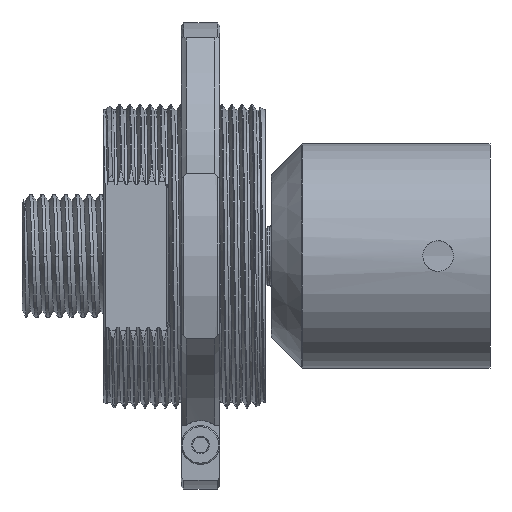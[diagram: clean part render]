
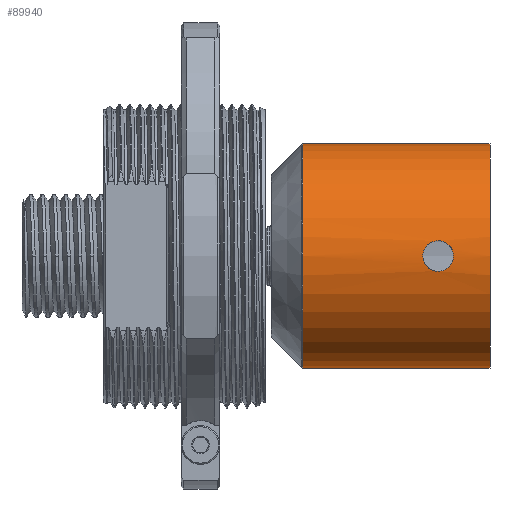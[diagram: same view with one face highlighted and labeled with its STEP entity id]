
A CAD part, left-side view. The second image highlights one B-rep face of the part: STEP entity #89940.
In plain terms, the highlighted cylindrical face has radius 10.986 mm (diameter 21.971 mm), a partial arc.
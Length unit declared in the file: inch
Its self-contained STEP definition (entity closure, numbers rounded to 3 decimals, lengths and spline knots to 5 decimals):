
#165 = CARTESIAN_POINT ( 'NONE',  ( 0., 0.72293, 0.4325 ) ) ;
#2997 = CARTESIAN_POINT ( 'NONE',  ( -0.43209, 0.14398, -0.01909 ) ) ;
#3390 = CARTESIAN_POINT ( 'NONE',  ( -0.43101, 0.1528, 0.03632 ) ) ;
#4760 = EDGE_CURVE ( 'NONE', #41406, #61025, #96579, .T. ) ;
#5484 = CARTESIAN_POINT ( 'NONE',  ( -0.43172, 0.25308, -0.02616 ) ) ;
#6261 = CARTESIAN_POINT ( 'NONE',  ( -0.43022, 0.23904, 0.04447 ) ) ;
#11072 = CARTESIAN_POINT ( 'NONE',  ( -0.4325, 0.14095, -0.00395 ) ) ;
#11639 = B_SPLINE_CURVE_WITH_KNOTS ( 'NONE', 3,
 ( #37699, #58695, #104575, #67173, #66373, #21121, #86071, #66777, #39296, #3390, #86471, #30019, #11861, #11072, #76832, #104983, #2997, #49014, #20338, #113442, #67967, #75627, #57878, #30790, #12686, #103791 ),
 .UNSPECIFIED., .F., .F.,
 ( 4, 2, 2, 2, 2, 2, 2, 2, 2, 2, 2, 2, 4 ),
 ( 0.00704, 0.00734, 0.00763, 0.00792, 0.00822, 0.0088, 0.00939, 0.00968, 0.00998, 0.01027, 0.01056, 0.01115, 0.01174 ),
 .UNSPECIFIED. ) ;
#11861 = CARTESIAN_POINT ( 'NONE',  ( -0.4325, 0.14094, 0.00777 ) ) ;
#12686 = CARTESIAN_POINT ( 'NONE',  ( -0.42845, 0.19229, -0.05906 ) ) ;
#12982 = DIRECTION ( 'NONE',  ( 0., 0., -1. ) ) ;
#14769 = CARTESIAN_POINT ( 'NONE',  ( -0.43101, 0.24721, 0.03631 ) ) ;
#14906 = CARTESIAN_POINT ( 'NONE',  ( 0., 0., 0. ) ) ;
#15565 = CARTESIAN_POINT ( 'NONE',  ( -0.42845, 0.20781, 0.05906 ) ) ;
#16342 = FACE_OUTER_BOUND ( 'NONE', #111447, .T. ) ;
#16347 = CARTESIAN_POINT ( 'NONE',  ( -0.43224, 0.25716, -0.01533 ) ) ;
#16484 = VERTEX_POINT ( 'NONE', #90327 ) ;
#16549 = CIRCLE ( 'NONE', #107323, 0.4325 ) ;
#19838 = CARTESIAN_POINT ( 'NONE',  ( 0., 0.875, 0.4325 ) ) ;
#20338 = CARTESIAN_POINT ( 'NONE',  ( -0.4315, 0.14877, -0.02963 ) ) ;
#21121 = CARTESIAN_POINT ( 'NONE',  ( -0.42923, 0.1738, 0.05307 ) ) ;
#21772 = EDGE_CURVE ( 'NONE', #41406, #84566, #16549, .T. ) ;
#22220 = CARTESIAN_POINT ( 'NONE',  ( 0., 0.72293, 0. ) ) ;
#22540 = DIRECTION ( 'NONE',  ( 0., 1., 0. ) ) ;
#24009 = CARTESIAN_POINT ( 'NONE',  ( -0.42871, 0.21535, -0.05716 ) ) ;
#24796 = CARTESIAN_POINT ( 'NONE',  ( -0.42845, 0.2, -0.05906 ) ) ;
#28369 = ORIENTED_EDGE ( 'NONE', *, *, #21772, .T. ) ;
#30019 = CARTESIAN_POINT ( 'NONE',  ( -0.43228, 0.14251, 0.01553 ) ) ;
#30790 = CARTESIAN_POINT ( 'NONE',  ( -0.42867, 0.18451, -0.0575 ) ) ;
#32407 = ORIENTED_EDGE ( 'NONE', *, *, #104462, .T. ) ;
#33032 = DIRECTION ( 'NONE',  ( 0., 0., 1. ) ) ;
#33271 = CARTESIAN_POINT ( 'NONE',  ( -0.43101, 0.24696, -0.03601 ) ) ;
#33688 = CARTESIAN_POINT ( 'NONE',  ( -0.42886, 0.21903, -0.05604 ) ) ;
#34872 = CARTESIAN_POINT ( 'NONE',  ( -0.42942, 0.22977, -0.05159 ) ) ;
#37699 = CARTESIAN_POINT ( 'NONE',  ( -0.42845, 0.2, 0.05906 ) ) ;
#38931 = VERTEX_POINT ( 'NONE', #50920 ) ;
#39296 = CARTESIAN_POINT ( 'NONE',  ( -0.43022, 0.16096, 0.04448 ) ) ;
#39986 = CARTESIAN_POINT ( 'NONE',  ( 0., 0.72293, -0.4325 ) ) ;
#41406 = VERTEX_POINT ( 'NONE', #165 ) ;
#41604 = DIRECTION ( 'NONE',  ( 0., -1., 0. ) ) ;
#43375 = CARTESIAN_POINT ( 'NONE',  ( -0.4285, 0.20777, -0.05867 ) ) ;
#49014 = CARTESIAN_POINT ( 'NONE',  ( -0.43172, 0.14695, -0.02624 ) ) ;
#50577 = VERTEX_POINT ( 'NONE', #73018 ) ;
#50920 = CARTESIAN_POINT ( 'NONE',  ( 0., 0., -0.4325 ) ) ;
#51886 = CARTESIAN_POINT ( 'NONE',  ( -0.42867, 0.21547, 0.05752 ) ) ;
#52299 = CARTESIAN_POINT ( 'NONE',  ( -0.4315, 0.25123, -0.02962 ) ) ;
#53749 = CIRCLE ( 'NONE', #105899, 0.4325 ) ;
#55996 = ORIENTED_EDGE ( 'NONE', *, *, #108871, .T. ) ;
#56876 = DIRECTION ( 'NONE',  ( 0., -1., 0. ) ) ;
#57878 = CARTESIAN_POINT ( 'NONE',  ( -0.42942, 0.1703, -0.05162 ) ) ;
#58695 = CARTESIAN_POINT ( 'NONE',  ( -0.42845, 0.1961, 0.05906 ) ) ;
#60773 = CARTESIAN_POINT ( 'NONE',  ( -0.43245, 0.25867, -0.00775 ) ) ;
#61025 = VERTEX_POINT ( 'NONE', #110933 ) ;
#61174 = CARTESIAN_POINT ( 'NONE',  ( -0.42946, 0.2296, 0.05125 ) ) ;
#61576 = CARTESIAN_POINT ( 'NONE',  ( -0.43154, 0.2516, 0.02973 ) ) ;
#66067 = AXIS2_PLACEMENT_3D ( 'NONE', #113800, #94483, #85618 ) ;
#66373 = CARTESIAN_POINT ( 'NONE',  ( -0.42886, 0.18095, 0.05603 ) ) ;
#66777 = CARTESIAN_POINT ( 'NONE',  ( -0.42995, 0.16399, 0.04697 ) ) ;
#67173 = CARTESIAN_POINT ( 'NONE',  ( -0.42871, 0.1847, 0.05717 ) ) ;
#67967 = CARTESIAN_POINT ( 'NONE',  ( -0.43074, 0.15555, -0.03907 ) ) ;
#70849 = CARTESIAN_POINT ( 'NONE',  ( -0.42924, 0.22621, 0.05306 ) ) ;
#71231 = CARTESIAN_POINT ( 'NONE',  ( -0.43228, 0.2575, 0.01551 ) ) ;
#72408 = ORIENTED_EDGE ( 'NONE', *, *, #89304, .T. ) ;
#73018 = CARTESIAN_POINT ( 'NONE',  ( -0.42845, 0.2, 0.05906 ) ) ;
#73540 = DIRECTION ( 'NONE',  ( 0., -1., 0. ) ) ;
#75183 = EDGE_CURVE ( 'NONE', #50577, #16484, #11639, .T. ) ;
#75627 = CARTESIAN_POINT ( 'NONE',  ( -0.42995, 0.16372, -0.04723 ) ) ;
#75677 = ORIENTED_EDGE ( 'NONE', *, *, #75183, .T. ) ;
#76832 = CARTESIAN_POINT ( 'NONE',  ( -0.43245, 0.14133, -0.00779 ) ) ;
#79329 = CARTESIAN_POINT ( 'NONE',  ( -0.42845, 0.2, 0.05906 ) ) ;
#82460 = EDGE_LOOP ( 'NONE', ( #72408, #75677 ) ) ;
#84266 = CARTESIAN_POINT ( 'NONE',  ( 0., 0.875, -0.4325 ) ) ;
#84566 = VERTEX_POINT ( 'NONE', #39986 ) ;
#85618 = DIRECTION ( 'NONE',  ( 0., 0., -1. ) ) ;
#86071 = CARTESIAN_POINT ( 'NONE',  ( -0.42946, 0.17041, 0.05125 ) ) ;
#86471 = CARTESIAN_POINT ( 'NONE',  ( -0.43154, 0.1484, 0.02974 ) ) ;
#87918 = VECTOR ( 'NONE', #73540, 39.37008 ) ;
#89304 = EDGE_CURVE ( 'NONE', #16484, #50577, #115023, .T. ) ;
#89359 = CARTESIAN_POINT ( 'NONE',  ( -0.42995, 0.23626, -0.04725 ) ) ;
#89940 = ADVANCED_FACE ( 'NONE', ( #16342, #105741 ), #117334, .T. ) ;
#90327 = CARTESIAN_POINT ( 'NONE',  ( -0.42845, 0.2, -0.05906 ) ) ;
#94483 = DIRECTION ( 'NONE',  ( 0., -1., 0. ) ) ;
#96579 = LINE ( 'NONE', #19838, #87918 ) ;
#97821 = CARTESIAN_POINT ( 'NONE',  ( -0.4321, 0.25604, -0.01901 ) ) ;
#98180 = ORIENTED_EDGE ( 'NONE', *, *, #4760, .F. ) ;
#98208 = CARTESIAN_POINT ( 'NONE',  ( -0.43075, 0.24452, -0.03899 ) ) ;
#102365 = VECTOR ( 'NONE', #56876, 39.37008 ) ;
#103791 = CARTESIAN_POINT ( 'NONE',  ( -0.42845, 0.2, -0.05906 ) ) ;
#104462 = EDGE_CURVE ( 'NONE', #38931, #61025, #53749, .T. ) ;
#104575 = CARTESIAN_POINT ( 'NONE',  ( -0.4285, 0.19226, 0.05867 ) ) ;
#104983 = CARTESIAN_POINT ( 'NONE',  ( -0.43224, 0.14284, -0.01534 ) ) ;
#105741 = FACE_BOUND ( 'NONE', #82460, .T. ) ;
#105899 = AXIS2_PLACEMENT_3D ( 'NONE', #14906, #22540, #33032 ) ;
#107068 = CARTESIAN_POINT ( 'NONE',  ( -0.42995, 0.23601, 0.04697 ) ) ;
#107323 = AXIS2_PLACEMENT_3D ( 'NONE', #22220, #41604, #12982 ) ;
#108269 = CARTESIAN_POINT ( 'NONE',  ( -0.4325, 0.25905, 0.00773 ) ) ;
#108871 = EDGE_CURVE ( 'NONE', #84566, #38931, #118224, .T. ) ;
#110933 = CARTESIAN_POINT ( 'NONE',  ( 0., 0., 0.4325 ) ) ;
#111447 = EDGE_LOOP ( 'NONE', ( #98180, #28369, #55996, #32407 ) ) ;
#113442 = CARTESIAN_POINT ( 'NONE',  ( -0.43101, 0.15306, -0.03604 ) ) ;
#113800 = CARTESIAN_POINT ( 'NONE',  ( 0., 0.875, 0. ) ) ;
#115023 = B_SPLINE_CURVE_WITH_KNOTS ( 'NONE', 3,
 ( #24796, #115953, #43375, #24009, #33688, #34872, #89359, #98208, #33271, #52299, #5484, #97821, #16347, #60773, #116763, #108269, #71231, #61576, #14769, #6261, #107068, #61174, #70849, #51886, #15565, #79329 ),
 .UNSPECIFIED., .F., .F.,
 ( 4, 2, 2, 2, 2, 2, 2, 2, 2, 2, 2, 2, 4 ),
 ( 0.00235, 0.00264, 0.00294, 0.00352, 0.00382, 0.00411, 0.0044, 0.0047, 0.00528, 0.00587, 0.00616, 0.00646, 0.00704 ),
 .UNSPECIFIED. ) ;
#115953 = CARTESIAN_POINT ( 'NONE',  ( -0.42845, 0.20386, -0.05906 ) ) ;
#116763 = CARTESIAN_POINT ( 'NONE',  ( -0.4325, 0.25906, -0.00384 ) ) ;
#117334 = CYLINDRICAL_SURFACE ( 'NONE', #66067, 0.4325 ) ;
#118224 = LINE ( 'NONE', #84266, #102365 ) ;
